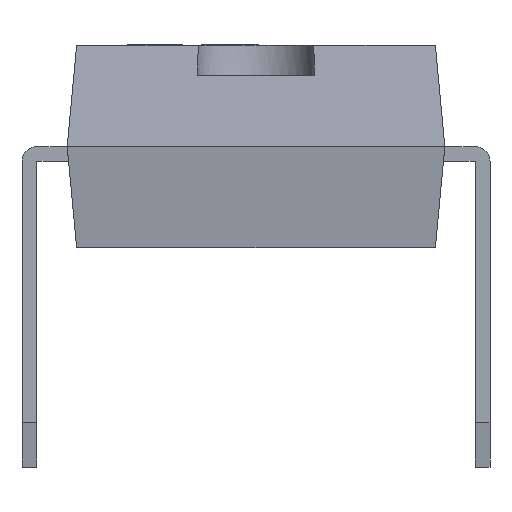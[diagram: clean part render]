
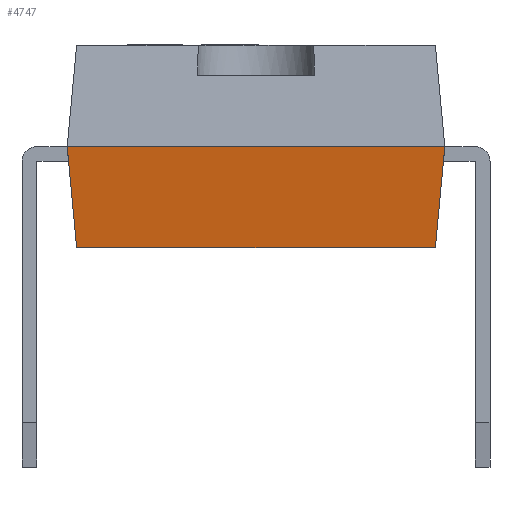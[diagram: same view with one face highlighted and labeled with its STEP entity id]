
A CAD part, front view. The second image highlights one B-rep face of the part: STEP entity #4747.
In plain terms, the highlighted free-form (B-spline) face has degree [1, 1] with [2, 2] control points.
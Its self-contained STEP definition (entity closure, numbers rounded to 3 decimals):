
#1141 = VERTEX_POINT('',#1142);
#1142 = CARTESIAN_POINT('',(-3.175,-4.795,2.21));
#1290 = VERTEX_POINT('',#1291);
#1291 = CARTESIAN_POINT('',(3.175,-4.795,2.21));
#1296 = EDGE_CURVE('',#1141,#1290,#1297,.T.);
#1297 = LINE('',#1298,#1299);
#1298 = CARTESIAN_POINT('',(-3.175,-4.795,2.21));
#1299 = VECTOR('',#1300,1.);
#1300 = DIRECTION('',(1.,0.,0.));
#4583 = EDGE_CURVE('',#1141,#4584,#4586,.T.);
#4584 = VERTEX_POINT('',#4585);
#4585 = CARTESIAN_POINT('',(-3.016,-4.555,0.51));
#4586 = B_SPLINE_CURVE_WITH_KNOTS('',1,(#4587,#4588),.UNSPECIFIED.,.F.,
  .F.,(2,2),(0.,1.),.PIECEWISE_BEZIER_KNOTS.);
#4587 = CARTESIAN_POINT('',(-3.175,-4.795,2.21));
#4588 = CARTESIAN_POINT('',(-3.016,-4.555,0.51));
#4747 = ADVANCED_FACE('',(#4748),#4765,.F.);
#4748 = FACE_BOUND('',#4749,.F.);
#4749 = EDGE_LOOP('',(#4750,#4751,#4758,#4764));
#4750 = ORIENTED_EDGE('',*,*,#1296,.T.);
#4751 = ORIENTED_EDGE('',*,*,#4752,.T.);
#4752 = EDGE_CURVE('',#1290,#4753,#4755,.T.);
#4753 = VERTEX_POINT('',#4754);
#4754 = CARTESIAN_POINT('',(3.016,-4.555,0.51));
#4755 = B_SPLINE_CURVE_WITH_KNOTS('',1,(#4756,#4757),.UNSPECIFIED.,.F.,
  .F.,(2,2),(0.,1.),.PIECEWISE_BEZIER_KNOTS.);
#4756 = CARTESIAN_POINT('',(3.175,-4.795,2.21));
#4757 = CARTESIAN_POINT('',(3.016,-4.555,0.51));
#4758 = ORIENTED_EDGE('',*,*,#4759,.F.);
#4759 = EDGE_CURVE('',#4584,#4753,#4760,.T.);
#4760 = LINE('',#4761,#4762);
#4761 = CARTESIAN_POINT('',(-3.016,-4.555,0.51));
#4762 = VECTOR('',#4763,1.);
#4763 = DIRECTION('',(1.,0.,0.));
#4764 = ORIENTED_EDGE('',*,*,#4583,.F.);
#4765 = B_SPLINE_SURFACE_WITH_KNOTS('',1,1,(
    (#4766,#4767)
    ,(#4768,#4769
    )),.UNSPECIFIED.,.F.,.F.,.F.,(2,2),(2,2),(0.,6.35),(0.,1.),
  .PIECEWISE_BEZIER_KNOTS.);
#4766 = CARTESIAN_POINT('',(-3.175,-4.795,2.21));
#4767 = CARTESIAN_POINT('',(-3.016,-4.555,0.51));
#4768 = CARTESIAN_POINT('',(3.175,-4.795,2.21));
#4769 = CARTESIAN_POINT('',(3.016,-4.555,0.51));
